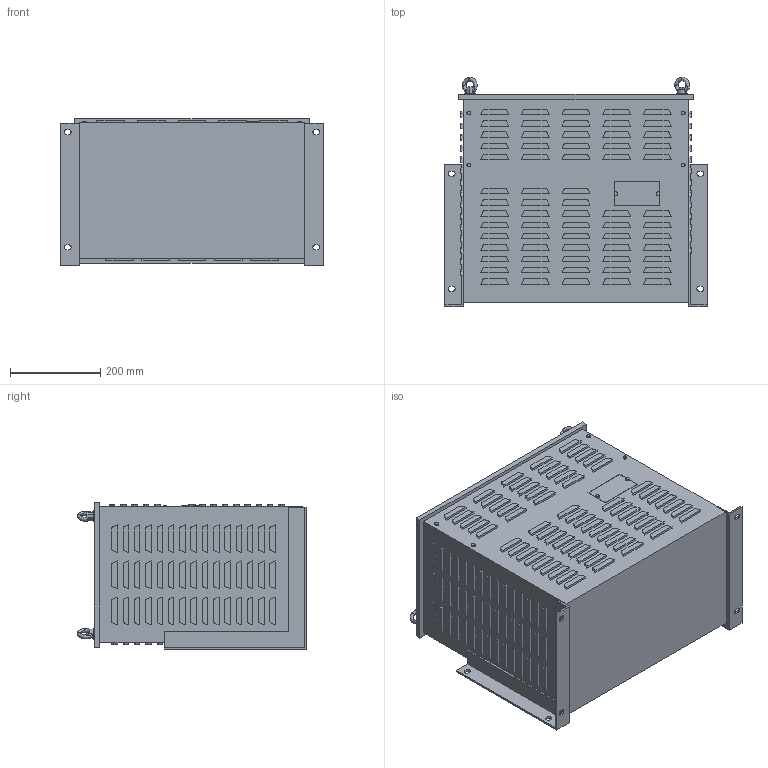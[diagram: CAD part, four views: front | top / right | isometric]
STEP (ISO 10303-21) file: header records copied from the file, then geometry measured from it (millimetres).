
FILE_DESCRIPTION (( 'STEP AP214' ), '1' );
FILE_NAME ('1053071.STEP', '2025-06-25T08:39:14', ( '' ), ( '' ), 'SwSTEP 2.0', 'SolidWorks 2022', '' );
FILE_SCHEMA (( 'AUTOMOTIVE_DESIGN' ));
Length unit declared in the file: millimetre
Products named in the file (1): 1053071
Bounding box: 580 x 507.9 x 325 mm (x, y, z)
Volume: 70688564.6 mm3; surface area: 1366982.2 mm2
Topology: 3 solids, 3 shells, 1778 faces, 4570 edges, 3036 vertices
Faces by surface type: plane 1234, bspline 468, cylinder 60, cone 16
Entity records: 55910 total; most frequent: CARTESIAN_POINT 16977, ORIENTED_EDGE 9140, DIRECTION 6376, EDGE_CURVE 4570, VECTOR 3482, LINE 3482, VERTEX_POINT 3036, EDGE_LOOP 2040
